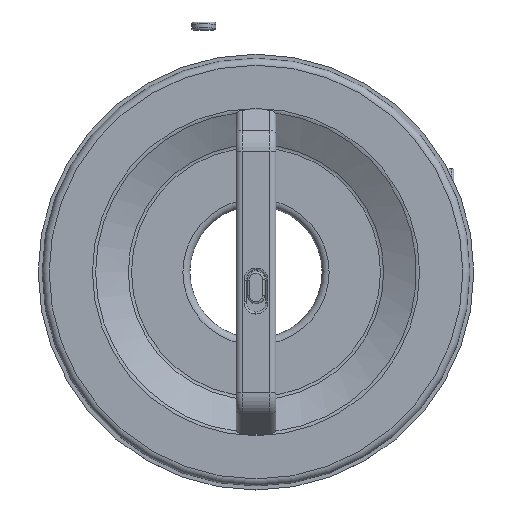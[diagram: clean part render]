
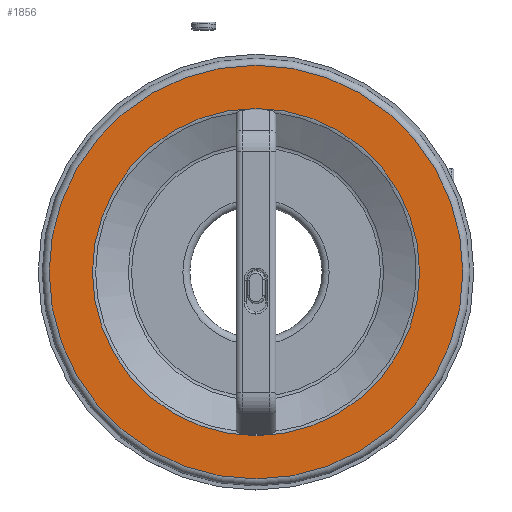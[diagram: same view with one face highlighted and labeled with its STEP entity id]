
A CAD part, top view. The second image highlights one B-rep face of the part: STEP entity #1856.
In plain terms, the highlighted planar face has unit normal (0, 0, 1).
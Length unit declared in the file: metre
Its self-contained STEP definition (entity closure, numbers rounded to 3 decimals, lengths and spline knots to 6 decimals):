
#74=FACE_BOUND('',#703,.T.);
#142=CIRCLE('',#2054,0.153007);
#164=CIRCLE('',#2094,0.193458);
#470=PLANE('',#2096);
#575=FACE_OUTER_BOUND('',#702,.T.);
#702=EDGE_LOOP('',(#1745));
#703=EDGE_LOOP('',(#1746));
#930=VERTEX_POINT('',#4870);
#948=VERTEX_POINT('',#4941);
#1179=EDGE_CURVE('',#930,#930,#142,.T.);
#1213=EDGE_CURVE('',#948,#948,#164,.T.);
#1745=ORIENTED_EDGE('',*,*,#1213,.T.);
#1746=ORIENTED_EDGE('',*,*,#1179,.F.);
#1856=ADVANCED_FACE('',(#575,#74),#470,.T.);
#2054=AXIS2_PLACEMENT_3D('',#4872,#2475,#2476);
#2094=AXIS2_PLACEMENT_3D('',#4942,#2567,#2568);
#2096=AXIS2_PLACEMENT_3D('',#4944,#2571,#2572);
#2475=DIRECTION('center_axis',(0.,0.,1.));
#2476=DIRECTION('ref_axis',(1.,0.,0.));
#2567=DIRECTION('center_axis',(0.,0.,1.));
#2568=DIRECTION('ref_axis',(1.,0.,0.));
#2571=DIRECTION('center_axis',(0.,0.,1.));
#2572=DIRECTION('ref_axis',(1.,0.,0.));
#4870=CARTESIAN_POINT('',(-0.146922,-0.042827,0.009074));
#4872=CARTESIAN_POINT('Origin',(0.006084,-0.042827,
0.009074));
#4941=CARTESIAN_POINT('',(-0.187374,-0.042827,0.009074));
#4942=CARTESIAN_POINT('Origin',(0.006084,-0.042827,
0.009074));
#4944=CARTESIAN_POINT('Origin',(0.159091,-0.042827,0.009074));
